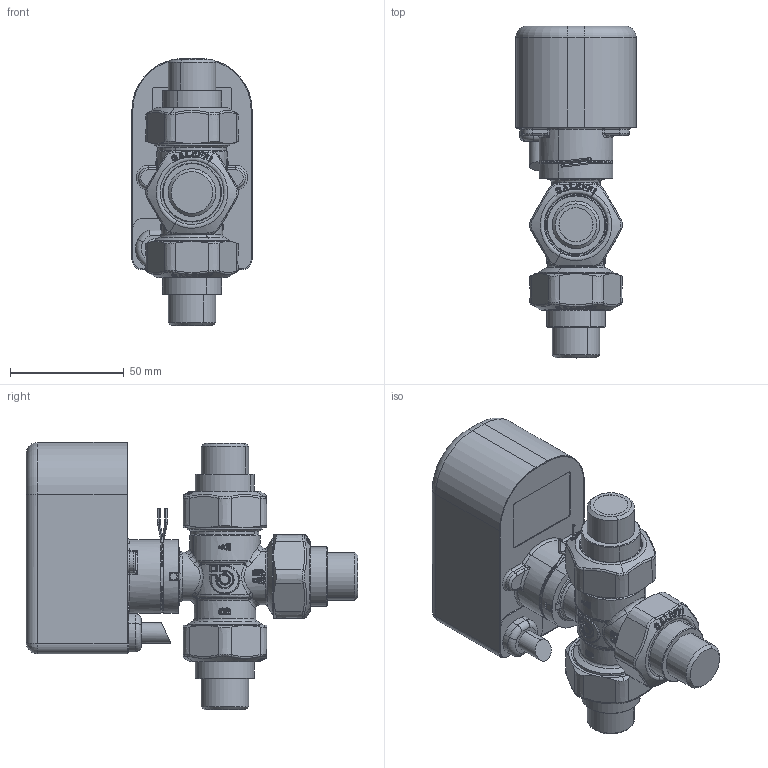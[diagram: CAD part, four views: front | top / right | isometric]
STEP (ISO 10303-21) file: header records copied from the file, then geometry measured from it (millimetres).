
FILE_DESCRIPTION(('CATIA V5 STEP Exchange','CAx-IF Rec.Pracs.--- Model Styling and Organization---1.4--- 2014-01-23','CAx-IF Rec.Pracs.---3D Tessellated Data Validation Properties---0.5---2014-09-14'),'2;1');
FILE_NAME('STEP_644344_-_TST.stp','2020-06-15T08:52:06+00:00',('none'),('none'),'CATIA Version 5-6 Release 2019 SP3','CATIA V5 STEP AP242 v1','none');
FILE_SCHEMA(('AP242_MANAGED_MODEL_BASED_3D_ENGINEERING_MIM_LF {1 0 10303 442 1 1 4}'));
Products named in the file (1): 644344 - TST
Bounding box: 52.9 x 145.9 x 117.45 mm (x, y, z)
Volume: 313507.8 mm3; surface area: 52226.4 mm2
Topology: 1 solids, 11 shells, 2629 faces, 6131 edges, 3315 vertices
Faces by surface type: bspline 1700, cylinder 288, sphere 255, plane 175, cone 142, torus 69
Entity records: 148263 total; most frequent: CARTESIAN_POINT 105717, ORIENTED_EDGE 11742, EDGE_CURVE 5871, B_SPLINE_CURVE_WITH_KNOTS 4382, VERTEX_POINT 3311, DIRECTION 2965, EDGE_LOOP 2678, ADVANCED_FACE 2627
